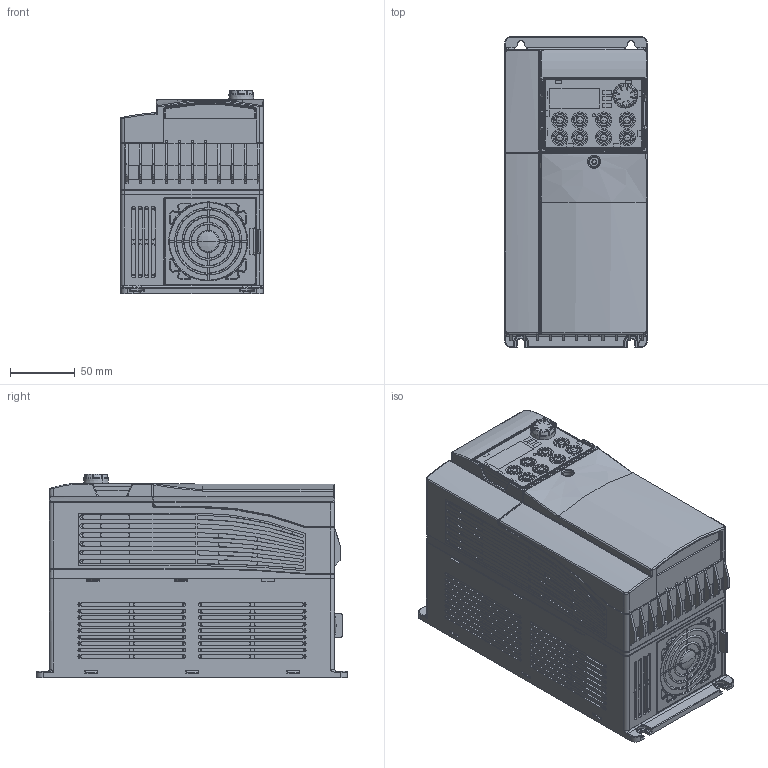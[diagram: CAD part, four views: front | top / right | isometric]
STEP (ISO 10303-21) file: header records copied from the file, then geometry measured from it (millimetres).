
FILE_DESCRIPTION (( 'STEP AP214' ), '1' );
FILE_NAME ('FC-230-C_1.STEP', '2025-03-27T13:12:37', ( '' ), ( '' ), 'SwSTEP 2.0', 'SolidWorks 2023', '' );
FILE_SCHEMA (( 'AUTOMOTIVE_DESIGN' ));
Length unit declared in the file: millimetre
Products named in the file (1): FC-230-C_1
Bounding box: 110 x 240 x 157.25 mm (x, y, z)
Volume: 3271723.2 mm3; surface area: 252964.5 mm2
Topology: 1 solids, 32 shells, 5248 faces, 14146 edges, 9079 vertices
Faces by surface type: plane 2562, cylinder 1260, bspline 715, cone 415, torus 223, sphere 73
Entity records: 202747 total; most frequent: CARTESIAN_POINT 74132, ORIENTED_EDGE 28202, DIRECTION 25017, EDGE_CURVE 14101, VERTEX_POINT 9078, LINE 8467, VECTOR 8467, AXIS2_PLACEMENT_3D 8275
